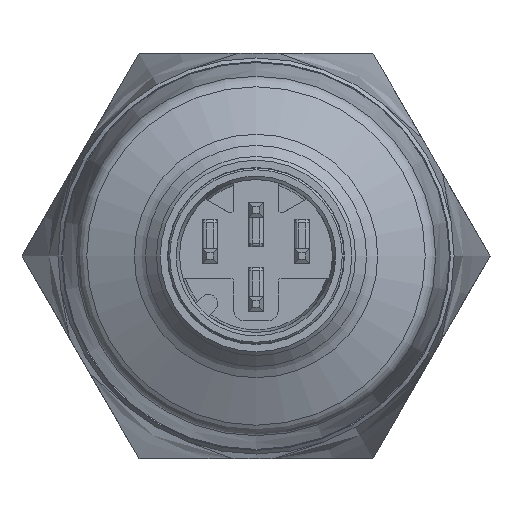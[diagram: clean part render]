
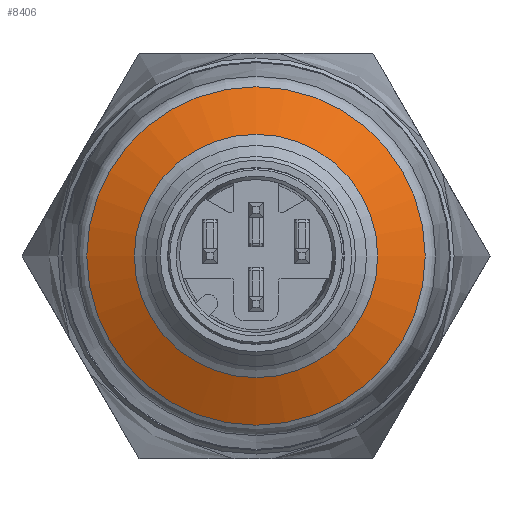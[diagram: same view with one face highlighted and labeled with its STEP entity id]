
A CAD part, front view. The second image highlights one B-rep face of the part: STEP entity #8406.
In plain terms, the highlighted conical face has half-angle 65 degrees and reference radius 5.45 mm.
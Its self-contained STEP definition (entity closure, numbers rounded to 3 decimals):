
#140=CONICAL_SURFACE('',#8986,5.45,1.134);
#500=CIRCLE('',#8987,9.184);
#501=CIRCLE('',#8988,6.605);
#1205=ORIENTED_EDGE('',*,*,#3093,.T.);
#1206=ORIENTED_EDGE('',*,*,#3094,.T.);
#3093=EDGE_CURVE('',#4084,#4084,#500,.F.);
#3094=EDGE_CURVE('',#4085,#4085,#501,.F.);
#4084=VERTEX_POINT('',#12631);
#4085=VERTEX_POINT('',#12633);
#6004=EDGE_LOOP('',(#1205));
#6005=EDGE_LOOP('',(#1206));
#6545=FACE_BOUND('',#6004,.T.);
#6546=FACE_BOUND('',#6005,.T.);
#8406=ADVANCED_FACE('',(#6545,#6546),#140,.T.);
#8986=AXIS2_PLACEMENT_3D('',#12629,#10148,#10149);
#8987=AXIS2_PLACEMENT_3D('',#12630,#10150,#10151);
#8988=AXIS2_PLACEMENT_3D('',#12632,#10152,#10153);
#10148=DIRECTION('',(0.,1.,0.));
#10149=DIRECTION('',(0.,0.,-1.));
#10150=DIRECTION('',(0.,1.,0.));
#10151=DIRECTION('',(0.,0.,-1.));
#10152=DIRECTION('',(0.,-1.,0.));
#10153=DIRECTION('',(0.,0.,1.));
#12629=CARTESIAN_POINT('',(0.,-72.1,0.));
#12630=CARTESIAN_POINT('',(0.,-70.359,0.));
#12631=CARTESIAN_POINT('',(0.,-70.359,-9.184));
#12632=CARTESIAN_POINT('',(0.,-71.562,0.));
#12633=CARTESIAN_POINT('',(0.,-71.562,6.605));
